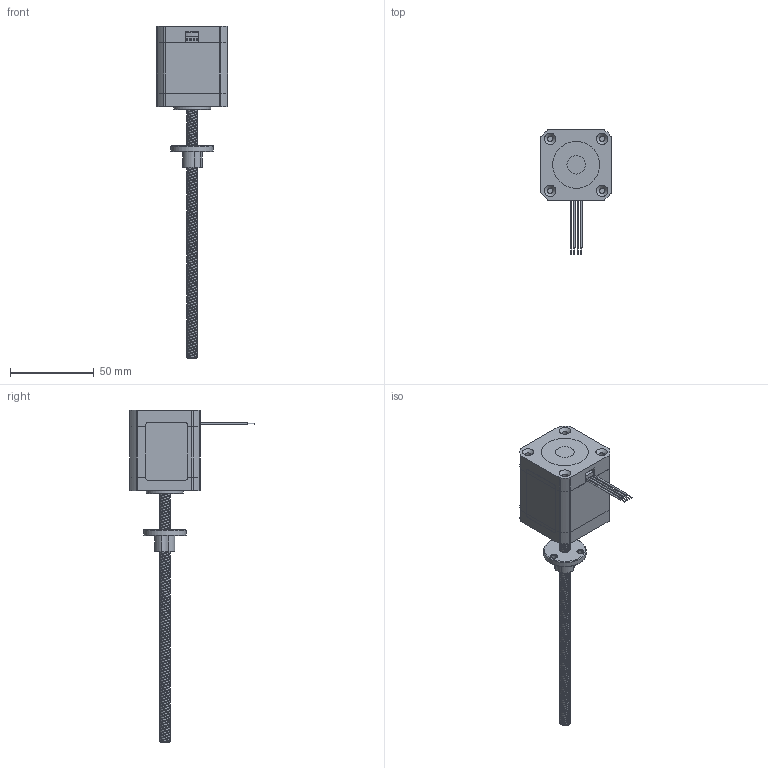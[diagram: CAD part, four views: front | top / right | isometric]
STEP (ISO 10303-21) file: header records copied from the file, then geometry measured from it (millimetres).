
FILE_DESCRIPTION(/* description */ (''),/* implementation_level */ '2;1');
FILE_NAME(/* name */ '17E22-150.stp',/* time_stamp */ '2020-08-27T09:32:58+08:00',/* author */ ('gj5217'),/* organization */ (''),/* preprocessor_version */ 'ST-DEVELOPER v16.1',/* originating_system */ 'Autodesk Inventor 2016',/* authorisation */ '');
FILE_SCHEMA (('AUTOMOTIVE_DESIGN { 1 0 10303 214 3 1 1 }'));
Length unit declared in the file: millimetre
Products named in the file (11): 01-008; 01-009; 02-023; 04-015; 07-010; 42铭牌; 海顿42 06-183; 6.35 外驱; 42双厚铭牌; 06-008; 17E22-150
Assembly tree (11 placements, depth 2):
  17E22-150
    01-008
    01-009
    02-023
    04-015
    07-010  x2
    42铭牌
    海顿42 06-183
    6.35 外驱
    42双厚铭牌
    06-008
Bounding box: 42.4 x 74.6 x 198.15 mm (x, y, z)
Volume: 56434.6 mm3; surface area: 48492 mm2
Topology: 15 solids, 15 shells, 427 faces, 1045 edges, 676 vertices
Faces by surface type: plane 219, cylinder 150, cone 37, torus 11, bspline 10
Full cylindrical faces by diameter (mm): 0.6 x4, 1 x4, 2 x2, 2.5 x2, 2.649 x1, 3 x8, 3.2 x3, 3.3 x4, 3.377 x3, 4 x8, 4.2 x1, 4.7 x1, 8 x1, 10 x4, 10.5 x1, 11 x1, 11.5 x1, 12 x1, 16 x1, 18 x1, 19 x4, 22 x1, 25.4 x1, 25.91 x2, 26.3 x2, 27 x2, 28 x1, 32 x1
Entity records: 33073 total; most frequent: CARTESIAN_POINT 23405, DIRECTION 1991, ORIENTED_EDGE 1772, EDGE_CURVE 886, AXIS2_PLACEMENT_3D 741, VERTEX_POINT 625, EDGE_LOOP 565, LINE 509
